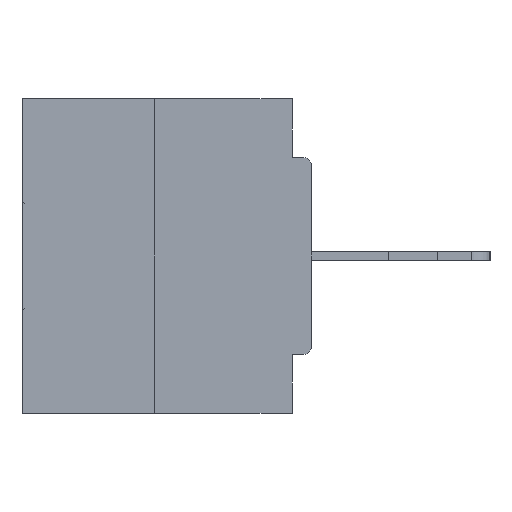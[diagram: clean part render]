
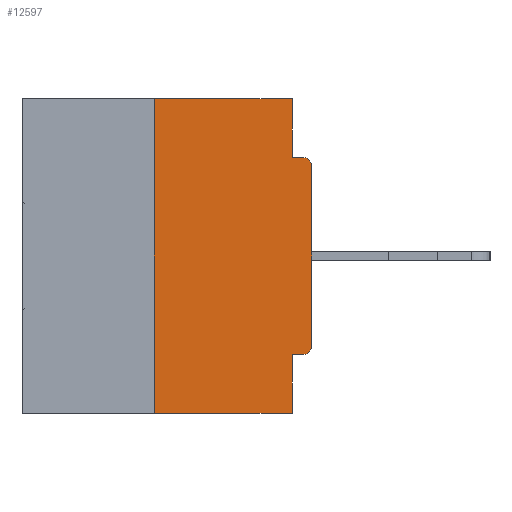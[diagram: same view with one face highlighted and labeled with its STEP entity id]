
A CAD part, left-side view. The second image highlights one B-rep face of the part: STEP entity #12597.
In plain terms, the highlighted planar face has unit normal (-1, 0, 0).
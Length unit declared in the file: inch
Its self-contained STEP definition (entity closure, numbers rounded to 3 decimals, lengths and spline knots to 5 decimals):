
#669 = CARTESIAN_POINT ( 'NONE',  ( 0., 0.015, -0.3915 ) ) ;
#844 = DIRECTION ( 'NONE',  ( 0., 0., -1. ) ) ;
#874 = EDGE_CURVE ( 'NONE', #22988, #17574, #8799, .T. ) ;
#878 = VERTEX_POINT ( 'NONE', #4511 ) ;
#1039 = CARTESIAN_POINT ( 'NONE',  ( 0., 0.46, 0. ) ) ;
#1435 = AXIS2_PLACEMENT_3D ( 'NONE', #1039, #22296, #6571 ) ;
#1812 = EDGE_CURVE ( 'NONE', #878, #23455, #10580, .T. ) ;
#1831 = CARTESIAN_POINT ( 'NONE',  ( 0., 0.031, -0.4065 ) ) ;
#1917 = DIRECTION ( 'NONE',  ( 0., 0., -1. ) ) ;
#2860 = ORIENTED_EDGE ( 'NONE', *, *, #874, .F. ) ;
#3135 = EDGE_CURVE ( 'NONE', #878, #7677, #18098, .T. ) ;
#3971 = ORIENTED_EDGE ( 'NONE', *, *, #32393, .T. ) ;
#4473 = CARTESIAN_POINT ( 'NONE',  ( 0., 0., -0.1085 ) ) ;
#4511 = CARTESIAN_POINT ( 'NONE',  ( 0., 0.015, -0.4065 ) ) ;
#4734 = ORIENTED_EDGE ( 'NONE', *, *, #10957, .F. ) ;
#6386 = DIRECTION ( 'NONE',  ( -1., 0., 0. ) ) ;
#6571 = DIRECTION ( 'NONE',  ( 0., 0., -1. ) ) ;
#6831 = EDGE_CURVE ( 'NONE', #23455, #8003, #9421, .T. ) ;
#6946 = CARTESIAN_POINT ( 'NONE',  ( 0., 0.031, -0.5 ) ) ;
#7271 = VECTOR ( 'NONE', #30374, 39.37008 ) ;
#7677 = VERTEX_POINT ( 'NONE', #1831 ) ;
#8003 = VERTEX_POINT ( 'NONE', #4473 ) ;
#8198 = VECTOR ( 'NONE', #32892, 39.37008 ) ;
#8799 = LINE ( 'NONE', #20222, #14672 ) ;
#9038 = ORIENTED_EDGE ( 'NONE', *, *, #26004, .F. ) ;
#9421 = LINE ( 'NONE', #34424, #24666 ) ;
#10315 = DIRECTION ( 'NONE',  ( -1., 0., 0. ) ) ;
#10328 = EDGE_CURVE ( 'NONE', #17069, #22988, #19874, .T. ) ;
#10523 = EDGE_CURVE ( 'NONE', #16447, #17069, #20594, .T. ) ;
#10580 = CIRCLE ( 'NONE', #34535, 0.015 ) ;
#10957 = EDGE_CURVE ( 'NONE', #7677, #33439, #22158, .T. ) ;
#11466 = CARTESIAN_POINT ( 'NONE',  ( 0., 0.46, 0. ) ) ;
#12597 = ADVANCED_FACE ( 'NONE', ( #19791 ), #22462, .F. ) ;
#13393 = EDGE_LOOP ( 'NONE', ( #16344, #31900, #17662, #4734, #22900, #30615, #17693, #3971, #9038, #2860 ) ) ;
#14146 = DIRECTION ( 'NONE',  ( 0., -1., 0. ) ) ;
#14217 = VERTEX_POINT ( 'NONE', #18304 ) ;
#14264 = VECTOR ( 'NONE', #14146, 39.37008 ) ;
#14672 = VECTOR ( 'NONE', #33643, 39.37008 ) ;
#16344 = ORIENTED_EDGE ( 'NONE', *, *, #10328, .F. ) ;
#16447 = VERTEX_POINT ( 'NONE', #23584 ) ;
#17069 = VERTEX_POINT ( 'NONE', #17553 ) ;
#17553 = CARTESIAN_POINT ( 'NONE',  ( 0., 0.25, 0. ) ) ;
#17574 = VERTEX_POINT ( 'NONE', #32001 ) ;
#17662 = ORIENTED_EDGE ( 'NONE', *, *, #27659, .T. ) ;
#17693 = ORIENTED_EDGE ( 'NONE', *, *, #6831, .T. ) ;
#17709 = DIRECTION ( 'NONE',  ( 0., 0., 1. ) ) ;
#18060 = CIRCLE ( 'NONE', #23219, 0.015 ) ;
#18098 = LINE ( 'NONE', #20250, #30445 ) ;
#18304 = CARTESIAN_POINT ( 'NONE',  ( 0., 0.015, -0.0935 ) ) ;
#19119 = LINE ( 'NONE', #30039, #8198 ) ;
#19141 = CARTESIAN_POINT ( 'NONE',  ( 0., 0., -0.0935 ) ) ;
#19467 = CARTESIAN_POINT ( 'NONE',  ( 0., 0.031, -0.5 ) ) ;
#19791 = FACE_OUTER_BOUND ( 'NONE', #13393, .T. ) ;
#19874 = LINE ( 'NONE', #11466, #14264 ) ;
#20222 = CARTESIAN_POINT ( 'NONE',  ( 0., 0.031, 0. ) ) ;
#20250 = CARTESIAN_POINT ( 'NONE',  ( 0., 0., -0.4065 ) ) ;
#20313 = DIRECTION ( 'NONE',  ( 0., 0., 1. ) ) ;
#20594 = LINE ( 'NONE', #31851, #26789 ) ;
#22158 = LINE ( 'NONE', #19467, #7271 ) ;
#22296 = DIRECTION ( 'NONE',  ( 1., 0., 0. ) ) ;
#22462 = PLANE ( 'NONE',  #1435 ) ;
#22900 = ORIENTED_EDGE ( 'NONE', *, *, #3135, .F. ) ;
#22988 = VERTEX_POINT ( 'NONE', #33820 ) ;
#23105 = DIRECTION ( 'NONE',  ( 0., 1., 0. ) ) ;
#23219 = AXIS2_PLACEMENT_3D ( 'NONE', #34795, #10315, #1917 ) ;
#23455 = VERTEX_POINT ( 'NONE', #34997 ) ;
#23584 = CARTESIAN_POINT ( 'NONE',  ( 0., 0.25, -0.5 ) ) ;
#24666 = VECTOR ( 'NONE', #20313, 39.37008 ) ;
#26004 = EDGE_CURVE ( 'NONE', #17574, #14217, #29538, .T. ) ;
#26789 = VECTOR ( 'NONE', #17709, 39.37008 ) ;
#27659 = EDGE_CURVE ( 'NONE', #16447, #33439, #19119, .T. ) ;
#29538 = LINE ( 'NONE', #19141, #33214 ) ;
#30039 = CARTESIAN_POINT ( 'NONE',  ( 0., 0.46, -0.5 ) ) ;
#30374 = DIRECTION ( 'NONE',  ( 0., 0., -1. ) ) ;
#30445 = VECTOR ( 'NONE', #23105, 39.37008 ) ;
#30615 = ORIENTED_EDGE ( 'NONE', *, *, #1812, .T. ) ;
#31851 = CARTESIAN_POINT ( 'NONE',  ( 0., 0.25, 0. ) ) ;
#31900 = ORIENTED_EDGE ( 'NONE', *, *, #10523, .F. ) ;
#32001 = CARTESIAN_POINT ( 'NONE',  ( 0., 0.031, -0.0935 ) ) ;
#32393 = EDGE_CURVE ( 'NONE', #8003, #14217, #18060, .T. ) ;
#32564 = DIRECTION ( 'NONE',  ( 0., -1., 0. ) ) ;
#32892 = DIRECTION ( 'NONE',  ( 0., -1., 0. ) ) ;
#33214 = VECTOR ( 'NONE', #32564, 39.37008 ) ;
#33439 = VERTEX_POINT ( 'NONE', #6946 ) ;
#33643 = DIRECTION ( 'NONE',  ( 0., 0., -1. ) ) ;
#33820 = CARTESIAN_POINT ( 'NONE',  ( 0., 0.031, 0. ) ) ;
#34424 = CARTESIAN_POINT ( 'NONE',  ( 0., 0., 0. ) ) ;
#34535 = AXIS2_PLACEMENT_3D ( 'NONE', #669, #6386, #844 ) ;
#34795 = CARTESIAN_POINT ( 'NONE',  ( 0., 0.015, -0.1085 ) ) ;
#34997 = CARTESIAN_POINT ( 'NONE',  ( 0., 0., -0.3915 ) ) ;
